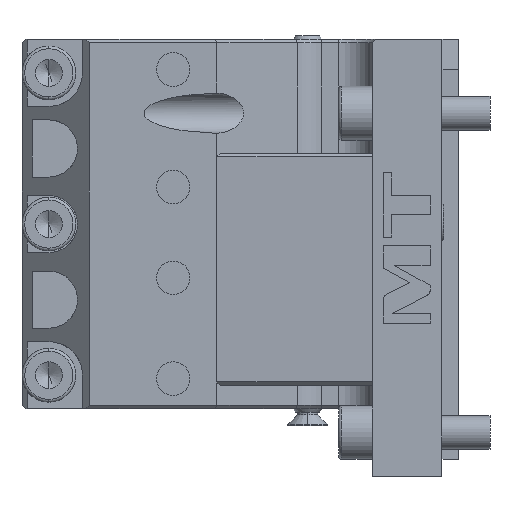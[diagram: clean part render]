
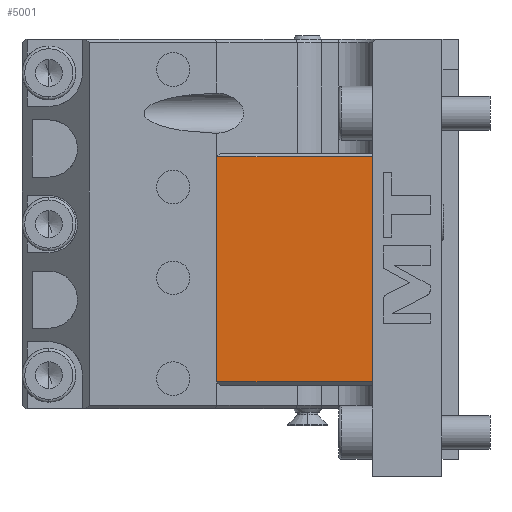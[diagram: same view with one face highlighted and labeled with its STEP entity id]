
A CAD part, front view. The second image highlights one B-rep face of the part: STEP entity #5001.
In plain terms, the highlighted planar face has unit normal (-0.043, -0.999, 0).
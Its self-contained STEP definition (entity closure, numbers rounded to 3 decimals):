
#120=DIRECTION('',(0.,0.,1.));
#121=VECTOR('',#120,67.);
#122=CARTESIAN_POINT('',(-20.7,-42.,-47.5));
#123=LINE('',#122,#121);
#607=DIRECTION('',(-0.999,0.043,0.));
#608=VECTOR('',#607,46.343);
#609=CARTESIAN_POINT('',(-20.7,-42.,19.5));
#610=LINE('',#609,#608);
#623=DIRECTION('',(0.,0.,1.));
#624=VECTOR('',#623,67.);
#625=CARTESIAN_POINT('',(-67.,-40.,-47.5));
#626=LINE('',#625,#624);
#627=DIRECTION('',(0.999,-0.043,0.));
#628=VECTOR('',#627,46.343);
#629=CARTESIAN_POINT('',(-67.,-40.,-47.5));
#630=LINE('',#629,#628);
#3651=CARTESIAN_POINT('',(-67.,-40.,-47.5));
#3652=CARTESIAN_POINT('',(-20.7,-42.,-47.5));
#3653=VERTEX_POINT('',#3651);
#3654=VERTEX_POINT('',#3652);
#3729=CARTESIAN_POINT('',(-20.7,-42.,19.5));
#3730=VERTEX_POINT('',#3729);
#3733=CARTESIAN_POINT('',(-67.,-40.,19.5));
#3734=VERTEX_POINT('',#3733);
#4988=CARTESIAN_POINT('',(-67.,-40.,-75.5));
#4989=DIRECTION('',(-0.043,-0.999,0.));
#4990=DIRECTION('',(0.999,-0.043,0.));
#4991=AXIS2_PLACEMENT_3D('',#4988,#4989,#4990);
#4992=PLANE('',#4991);
#4994=ORIENTED_EDGE('',*,*,#4993,.F.);
#4996=ORIENTED_EDGE('',*,*,#4995,.T.);
#4997=ORIENTED_EDGE('',*,*,#4978,.F.);
#4998=ORIENTED_EDGE('',*,*,#4474,.F.);
#4999=EDGE_LOOP('',(#4994,#4996,#4997,#4998));
#5000=FACE_OUTER_BOUND('',#4999,.F.);
#5001=ADVANCED_FACE('',(#5000),#4992,.T.);
#4474=EDGE_CURVE('',#3654,#3730,#123,.T.);
#4978=EDGE_CURVE('',#3730,#3734,#610,.T.);
#4993=EDGE_CURVE('',#3653,#3654,#630,.T.);
#4995=EDGE_CURVE('',#3653,#3734,#626,.T.);
